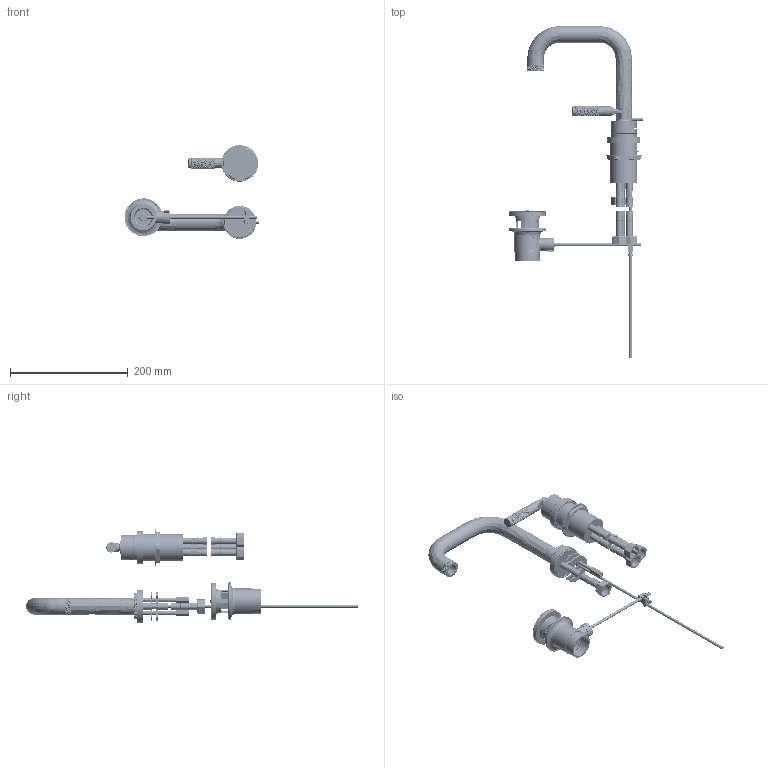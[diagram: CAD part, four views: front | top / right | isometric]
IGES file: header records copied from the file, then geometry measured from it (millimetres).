
Global section: file name: V7K13-2LK; native system: Autodesk Inventor 2018; preprocessor: unknown; author: rclarke; date: 20170829.145346; units: millimetre
Bounding box: 228.91 x 563.06 x 158.97 mm (x, y, z)
Volume: 434016.2 mm3; surface area: 274014.7 mm2
Topology: 63 solids, 63 shells, 12490 faces, 26644 edges, 14380 vertices
Faces by surface type: bspline 12490
